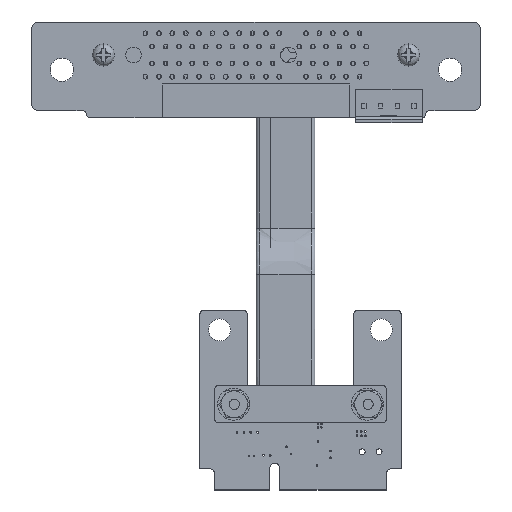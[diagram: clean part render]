
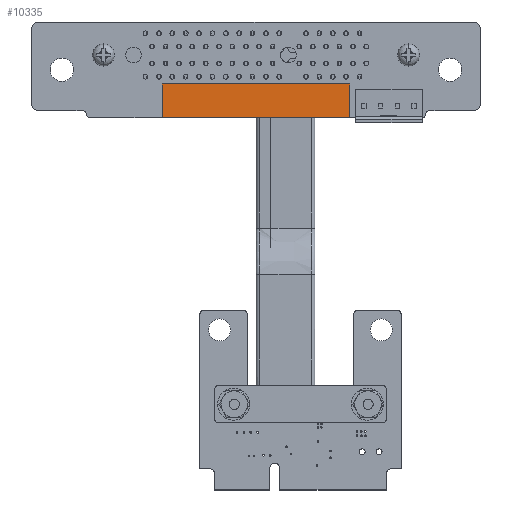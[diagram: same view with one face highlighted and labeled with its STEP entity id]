
A CAD part, top view. The second image highlights one B-rep face of the part: STEP entity #10335.
In plain terms, the highlighted face is planar.
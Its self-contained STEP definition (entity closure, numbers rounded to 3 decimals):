
#10203 = EDGE_CURVE('',#10204,#10206,#10208,.T.);
#10204 = VERTEX_POINT('',#10205);
#10205 = CARTESIAN_POINT('',(0.,0.,0.));
#10206 = VERTEX_POINT('',#10207);
#10207 = CARTESIAN_POINT('',(28.,0.,0.));
#10208 = LINE('',#10209,#10210);
#10209 = CARTESIAN_POINT('',(28.,0.,0.));
#10210 = VECTOR('',#10211,1.);
#10211 = DIRECTION('',(1.,0.,0.));
#10243 = EDGE_CURVE('',#10206,#10244,#10246,.T.);
#10244 = VERTEX_POINT('',#10245);
#10245 = CARTESIAN_POINT('',(28.,5.,0.));
#10246 = LINE('',#10247,#10248);
#10247 = CARTESIAN_POINT('',(28.,5.,0.));
#10248 = VECTOR('',#10249,1.);
#10249 = DIRECTION('',(0.,1.,0.));
#10274 = EDGE_CURVE('',#10244,#10275,#10277,.T.);
#10275 = VERTEX_POINT('',#10276);
#10276 = CARTESIAN_POINT('',(0.,5.,0.));
#10277 = LINE('',#10278,#10279);
#10278 = CARTESIAN_POINT('',(0.,5.,0.));
#10279 = VECTOR('',#10280,1.);
#10280 = DIRECTION('',(-1.,0.,0.));
#10305 = EDGE_CURVE('',#10275,#10204,#10306,.T.);
#10306 = LINE('',#10307,#10308);
#10307 = CARTESIAN_POINT('',(0.,0.,0.));
#10308 = VECTOR('',#10309,1.);
#10309 = DIRECTION('',(0.,-1.,0.));
#10335 = ADVANCED_FACE('',(#10336),#10342,.T.);
#10336 = FACE_BOUND('',#10337,.T.);
#10337 = EDGE_LOOP('',(#10338,#10339,#10340,#10341));
#10338 = ORIENTED_EDGE('',*,*,#10203,.F.);
#10339 = ORIENTED_EDGE('',*,*,#10305,.F.);
#10340 = ORIENTED_EDGE('',*,*,#10274,.F.);
#10341 = ORIENTED_EDGE('',*,*,#10243,.F.);
#10342 = PLANE('',#10343);
#10343 = AXIS2_PLACEMENT_3D('',#10344,#10345,#10346);
#10344 = CARTESIAN_POINT('',(0.,0.,0.));
#10345 = DIRECTION('',(0.,0.,-1.));
#10346 = DIRECTION('',(-1.,0.,0.));
